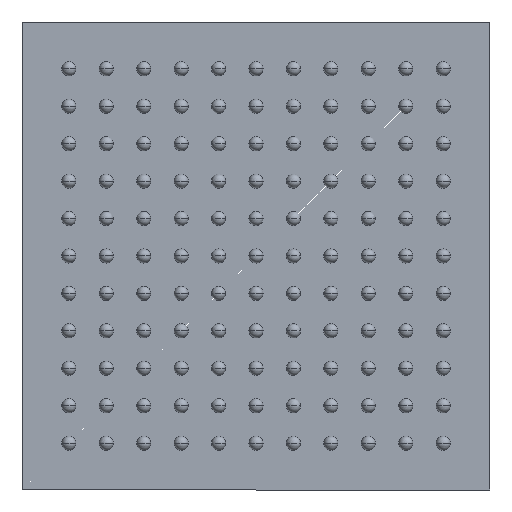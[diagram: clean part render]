
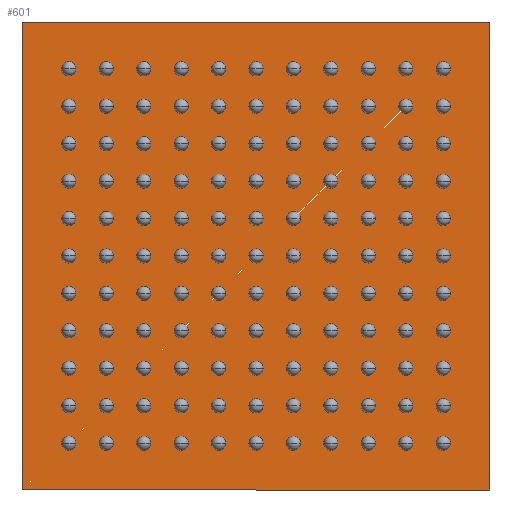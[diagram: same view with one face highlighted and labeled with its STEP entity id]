
A CAD part, front view. The second image highlights one B-rep face of the part: STEP entity #601.
In plain terms, the highlighted planar face has unit normal (0, -1, 0).
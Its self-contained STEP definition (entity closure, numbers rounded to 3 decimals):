
#19 = ORIENTED_EDGE ( 'NONE', *, *, #4679, .T. ) ;
#361 = EDGE_LOOP ( 'NONE', ( #6325, #19, #1117, #8943 ) ) ;
#601 = ADVANCED_FACE ( 'NONE', ( #2128 ), #1601, .F. ) ;
#977 = EDGE_CURVE ( 'NONE', #5037, #5319, #5993, .T. ) ;
#1117 = ORIENTED_EDGE ( 'NONE', *, *, #9169, .T. ) ;
#1183 = AXIS2_PLACEMENT_3D ( 'NONE', #3287, #3986, #7771 ) ;
#1601 = PLANE ( 'NONE',  #1183 ) ;
#1682 = CARTESIAN_POINT ( 'NONE',  ( -5., 0.15, 5. ) ) ;
#1854 = CARTESIAN_POINT ( 'NONE',  ( 5., 0.15, -5. ) ) ;
#2128 = FACE_OUTER_BOUND ( 'NONE', #361, .T. ) ;
#2530 = CARTESIAN_POINT ( 'NONE',  ( 5., 0.15, 5. ) ) ;
#2666 = DIRECTION ( 'NONE',  ( 0., 0., 1. ) ) ;
#2880 = LINE ( 'NONE', #5017, #5586 ) ;
#3287 = CARTESIAN_POINT ( 'NONE',  ( 0., 0.15, 0. ) ) ;
#3389 = VECTOR ( 'NONE', #6107, 1000. ) ;
#3750 = VECTOR ( 'NONE', #7072, 1000. ) ;
#3860 = LINE ( 'NONE', #1854, #3750 ) ;
#3986 = DIRECTION ( 'NONE',  ( 0., 1., 0. ) ) ;
#4258 = VECTOR ( 'NONE', #2666, 1000. ) ;
#4277 = DIRECTION ( 'NONE',  ( -1., 0., 0. ) ) ;
#4331 = CARTESIAN_POINT ( 'NONE',  ( -5., 0.15, -5. ) ) ;
#4679 = EDGE_CURVE ( 'NONE', #5319, #6620, #3860, .T. ) ;
#4696 = VERTEX_POINT ( 'NONE', #9524 ) ;
#5017 = CARTESIAN_POINT ( 'NONE',  ( 5., 0.15, 5. ) ) ;
#5037 = VERTEX_POINT ( 'NONE', #6050 ) ;
#5319 = VERTEX_POINT ( 'NONE', #4331 ) ;
#5586 = VECTOR ( 'NONE', #4277, 1000. ) ;
#5993 = LINE ( 'NONE', #1682, #3389 ) ;
#6050 = CARTESIAN_POINT ( 'NONE',  ( -5., 0.15, 5. ) ) ;
#6107 = DIRECTION ( 'NONE',  ( 0., 0., -1. ) ) ;
#6193 = CARTESIAN_POINT ( 'NONE',  ( 5., 0.15, -5. ) ) ;
#6325 = ORIENTED_EDGE ( 'NONE', *, *, #977, .T. ) ;
#6500 = EDGE_CURVE ( 'NONE', #4696, #5037, #2880, .T. ) ;
#6620 = VERTEX_POINT ( 'NONE', #6193 ) ;
#7072 = DIRECTION ( 'NONE',  ( 1., 0., 0. ) ) ;
#7771 = DIRECTION ( 'NONE',  ( 0., 0., 1. ) ) ;
#8943 = ORIENTED_EDGE ( 'NONE', *, *, #6500, .T. ) ;
#9169 = EDGE_CURVE ( 'NONE', #6620, #4696, #9680, .T. ) ;
#9524 = CARTESIAN_POINT ( 'NONE',  ( 5., 0.15, 5. ) ) ;
#9680 = LINE ( 'NONE', #2530, #4258 ) ;
